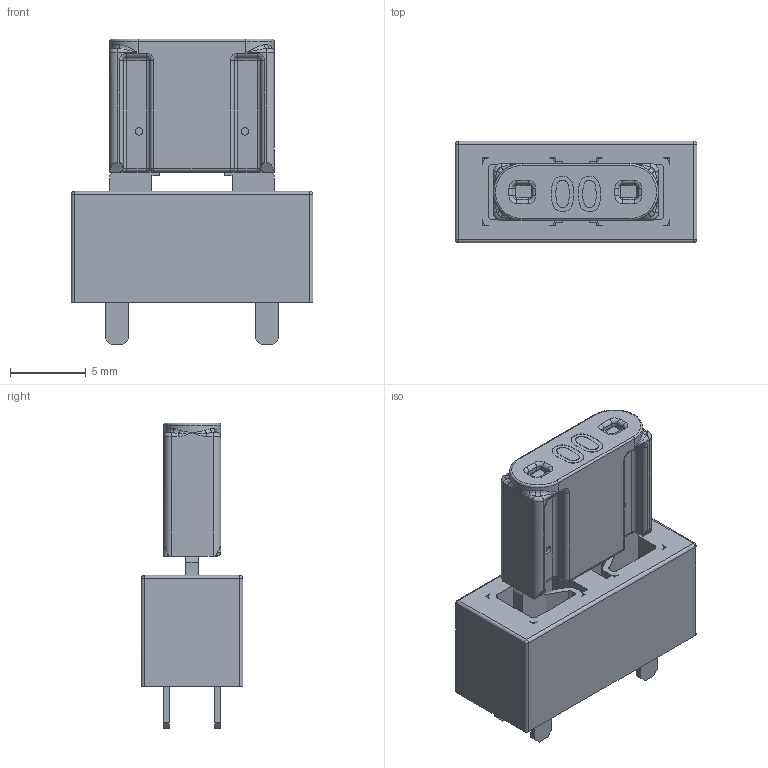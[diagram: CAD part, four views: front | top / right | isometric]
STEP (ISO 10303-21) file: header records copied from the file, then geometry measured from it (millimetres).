
FILE_DESCRIPTION (( 'STEP AP214' ), '1' );
FILE_NAME ('Keystone 3568 with fuse.STEP', '2020-02-21T22:58:45', ( '' ), ( '' ), 'SwSTEP 2.0', 'SolidWorks 2019', '' );
FILE_SCHEMA (( 'AUTOMOTIVE_DESIGN' ));
Length unit declared in the file: inch
Products named in the file (1): Keystone 3568 with fuse
Bounding box: 16 x 6.73 x 20.23 mm (x, y, z)
Surface area: 1420.7 mm2 (no closed solid volume)
Topology: 0 solids, 5 shells, 409 faces, 1020 edges, 604 vertices
Faces by surface type: plane 184, cylinder 129, bspline 48, torus 30, sphere 18
Entity records: 18914 total; most frequent: CARTESIAN_POINT 4230, ORIENTED_EDGE 1966, DIRECTION 1879, EDGE_CURVE 987, AXIS2_PLACEMENT_3D 659, VERTEX_POINT 604, LINE 561, VECTOR 561
